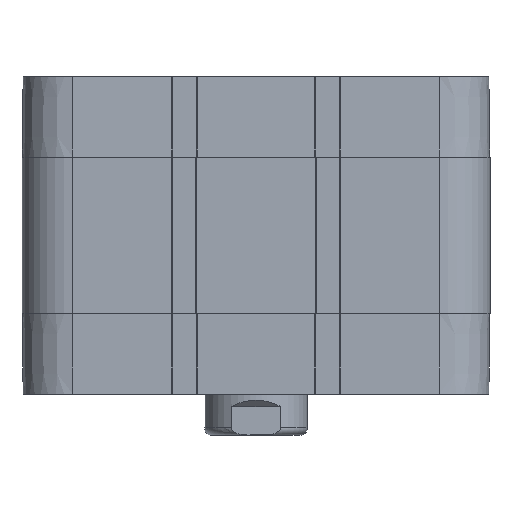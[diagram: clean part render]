
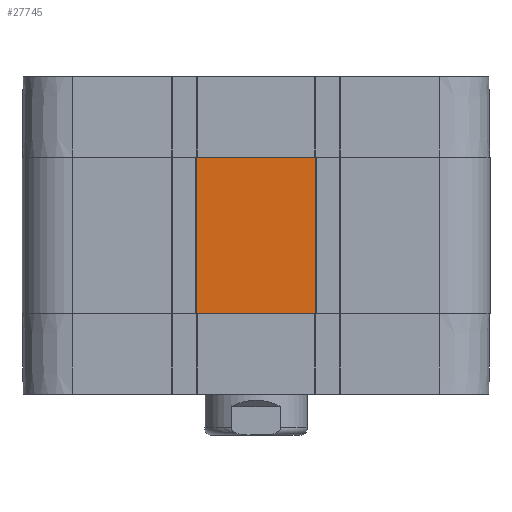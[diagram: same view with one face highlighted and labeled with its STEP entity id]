
A CAD part, left-side view. The second image highlights one B-rep face of the part: STEP entity #27745.
In plain terms, the highlighted planar face has unit normal (-1, 0, 0).
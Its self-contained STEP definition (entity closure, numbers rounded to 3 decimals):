
#4332=LINE($,#52117,#6417);
#4382=LINE($,#52304,#6467);
#4419=LINE($,#52440,#6504);
#4428=LINE($,#52455,#6513);
#6417=VECTOR($,#32115,2.9);
#6467=VECTOR($,#32279,2.9);
#6504=VECTOR($,#32388,3.8);
#6513=VECTOR($,#32409,3.8);
#8192=FACE_OUTER_BOUND($,#9856,.T.);
#9856=EDGE_LOOP($,(#24121,#24122,#24123,#24124));
#12877=VERTEX_POINT($,#52114);
#12878=VERTEX_POINT($,#52116);
#12957=VERTEX_POINT($,#52301);
#12958=VERTEX_POINT($,#52303);
#16664=EDGE_CURVE($,#12878,#12877,#4332,.T.);
#16757=EDGE_CURVE($,#12958,#12957,#4382,.T.);
#16827=EDGE_CURVE($,#12878,#12957,#4419,.T.);
#16836=EDGE_CURVE($,#12958,#12877,#4428,.T.);
#24121=ORIENTED_EDGE($,*,*,#16827,.F.);
#24122=ORIENTED_EDGE($,*,*,#16664,.T.);
#24123=ORIENTED_EDGE($,*,*,#16836,.F.);
#24124=ORIENTED_EDGE($,*,*,#16757,.T.);
#26416=PLANE($,#28891);
#27745=ADVANCED_FACE($,(#8192),#26416,.T.);
#28891=AXIS2_PLACEMENT_3D($,#52480,#32446,#32447);
#32115=DIRECTION($,(0.,-1.,0.));
#32279=DIRECTION($,(0.,1.,0.));
#32388=DIRECTION($,(0.,0.,1.));
#32409=DIRECTION($,(0.,0.,-1.));
#32446=DIRECTION('center_axis',(-1.,0.,0.));
#32447=DIRECTION('ref_axis',(0.,0.,1.));
#52114=CARTESIAN_POINT('',(-5.675,-1.45,-3.8));
#52116=CARTESIAN_POINT('',(-5.675,1.45,-3.8));
#52117=CARTESIAN_POINT($,(-5.675,1.45,-3.8));
#52301=CARTESIAN_POINT('',(-5.675,1.45,0.));
#52303=CARTESIAN_POINT('',(-5.675,-1.45,0.));
#52304=CARTESIAN_POINT($,(-5.675,-1.45,0.));
#52440=CARTESIAN_POINT($,(-5.675,1.45,-3.8));
#52455=CARTESIAN_POINT($,(-5.675,-1.45,0.));
#52480=CARTESIAN_POINT('Origin',(-5.675,-5.675,-21.4));
